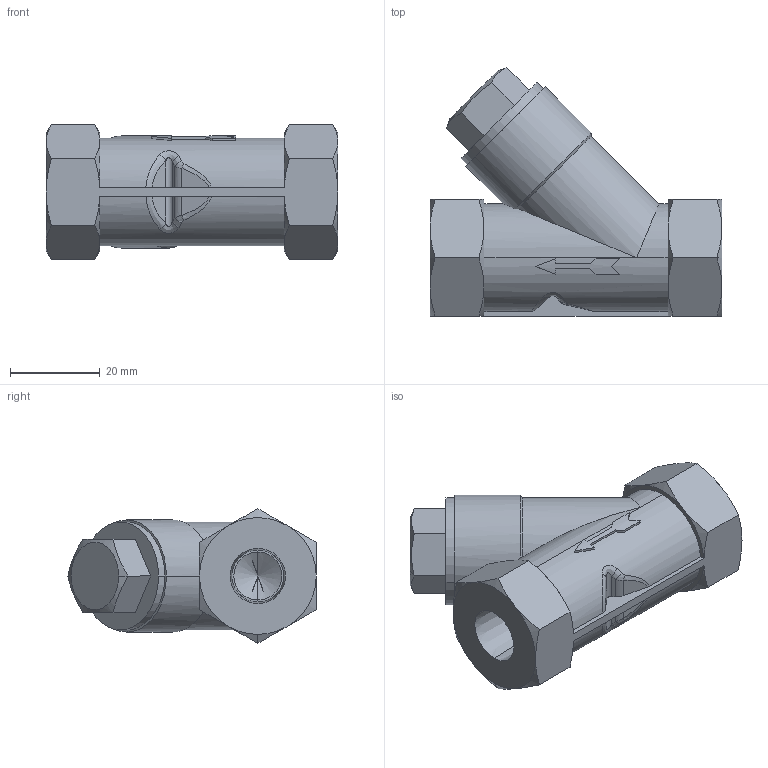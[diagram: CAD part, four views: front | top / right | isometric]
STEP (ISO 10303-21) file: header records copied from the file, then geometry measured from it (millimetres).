
FILE_DESCRIPTION (( 'STEP AP203' ), '1' );
FILE_NAME ('YSP-800-DN8.STEP', '2020-01-08T01:46:32', ( '' ), ( '' ), 'SwSTEP 2.0', 'SolidWorks 2012', '' );
FILE_SCHEMA (( 'CONFIG_CONTROL_DESIGN' ));
Length unit declared in the file: millimetre
Products named in the file (1): YSP-800-DN8
Bounding box: 65 x 55.34 x 30.02 mm (x, y, z)
Volume: 44092.3 mm3; surface area: 10623.8 mm2
Topology: 1 solids, 1 shells, 114 faces, 279 edges, 170 vertices
Faces by surface type: plane 46, cone 39, cylinder 19, bspline 10
Entity records: 3934 total; most frequent: CARTESIAN_POINT 1412, ORIENTED_EDGE 550, DIRECTION 461, EDGE_CURVE 275, AXIS2_PLACEMENT_3D 183, VERTEX_POINT 170, EDGE_LOOP 121, ADVANCED_FACE 114
